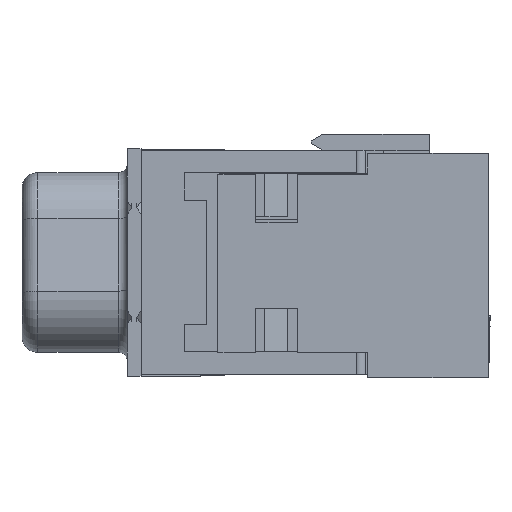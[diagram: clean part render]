
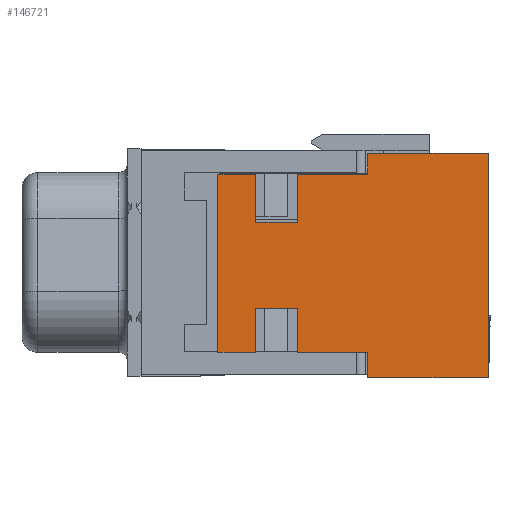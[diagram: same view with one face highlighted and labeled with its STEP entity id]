
A CAD part, left-side view. The second image highlights one B-rep face of the part: STEP entity #146721.
In plain terms, the highlighted planar face has unit normal (-1, 0, 0).
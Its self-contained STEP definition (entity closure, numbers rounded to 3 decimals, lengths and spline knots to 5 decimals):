
#11623=FACE_OUTER_BOUND('',#18828,.T.);
#18828=EDGE_LOOP('',(#119514,#119515,#119516,#119517,#119518,#119519,#119520,
#119521,#119522,#119523,#119524,#119525,#119526,#119527,#119528,#119529));
#22966=LINE('',#203653,#39653);
#33171=LINE('',#232000,#49858);
#33174=LINE('',#232007,#49861);
#33252=LINE('',#232337,#49939);
#33257=LINE('',#232348,#49944);
#33261=LINE('',#232356,#49948);
#33266=LINE('',#232366,#49953);
#33271=LINE('',#232375,#49958);
#33272=LINE('',#232377,#49959);
#33278=LINE('',#232389,#49965);
#33280=LINE('',#232392,#49967);
#33283=LINE('',#232397,#49970);
#33286=LINE('',#232402,#49973);
#33287=LINE('',#232405,#49974);
#33291=LINE('',#232412,#49978);
#33292=LINE('',#232413,#49979);
#39653=VECTOR('',#163958,0.3937);
#49858=VECTOR('',#189219,0.3937);
#49861=VECTOR('',#189224,0.3937);
#49939=VECTOR('',#189396,0.3937);
#49944=VECTOR('',#189405,0.3937);
#49948=VECTOR('',#189413,0.3937);
#49953=VECTOR('',#189424,0.3937);
#49958=VECTOR('',#189433,0.3937);
#49959=VECTOR('',#189436,0.3937);
#49965=VECTOR('',#189448,0.3937);
#49967=VECTOR('',#189452,0.3937);
#49970=VECTOR('',#189457,0.3937);
#49973=VECTOR('',#189462,0.3937);
#49974=VECTOR('',#189465,0.3937);
#49978=VECTOR('',#189471,0.3937);
#49979=VECTOR('',#189472,0.3937);
#55942=VERTEX_POINT('',#203650);
#55943=VERTEX_POINT('',#203652);
#63894=VERTEX_POINT('',#231998);
#63896=VERTEX_POINT('',#232004);
#63897=VERTEX_POINT('',#232006);
#63962=VERTEX_POINT('',#232335);
#63965=VERTEX_POINT('',#232345);
#63966=VERTEX_POINT('',#232347);
#63968=VERTEX_POINT('',#232355);
#63970=VERTEX_POINT('',#232365);
#63972=VERTEX_POINT('',#232373);
#63975=VERTEX_POINT('',#232388);
#63976=VERTEX_POINT('',#232395);
#63977=VERTEX_POINT('',#232400);
#63978=VERTEX_POINT('',#232404);
#63980=VERTEX_POINT('',#232411);
#69550=EDGE_CURVE('',#55943,#55942,#22966,.T.);
#83045=EDGE_CURVE('',#63894,#55942,#33171,.T.);
#83048=EDGE_CURVE('',#63897,#63896,#33174,.T.);
#83157=EDGE_CURVE('',#63894,#63962,#33252,.T.);
#83162=EDGE_CURVE('',#63966,#63965,#33257,.T.);
#83166=EDGE_CURVE('',#63968,#63966,#33261,.T.);
#83171=EDGE_CURVE('',#63970,#63968,#33266,.T.);
#83176=EDGE_CURVE('',#63965,#63972,#33271,.T.);
#83177=EDGE_CURVE('',#63972,#55943,#33272,.T.);
#83183=EDGE_CURVE('',#63975,#63897,#33278,.T.);
#83185=EDGE_CURVE('',#63962,#63975,#33280,.T.);
#83188=EDGE_CURVE('',#63896,#63976,#33283,.T.);
#83191=EDGE_CURVE('',#63976,#63977,#33286,.T.);
#83192=EDGE_CURVE('',#63978,#63970,#33287,.T.);
#83196=EDGE_CURVE('',#63980,#63977,#33291,.T.);
#83197=EDGE_CURVE('',#63980,#63978,#33292,.T.);
#119514=ORIENTED_EDGE('',*,*,#83171,.T.);
#119515=ORIENTED_EDGE('',*,*,#83166,.T.);
#119516=ORIENTED_EDGE('',*,*,#83162,.T.);
#119517=ORIENTED_EDGE('',*,*,#83176,.T.);
#119518=ORIENTED_EDGE('',*,*,#83177,.T.);
#119519=ORIENTED_EDGE('',*,*,#69550,.T.);
#119520=ORIENTED_EDGE('',*,*,#83045,.F.);
#119521=ORIENTED_EDGE('',*,*,#83157,.T.);
#119522=ORIENTED_EDGE('',*,*,#83185,.T.);
#119523=ORIENTED_EDGE('',*,*,#83183,.T.);
#119524=ORIENTED_EDGE('',*,*,#83048,.T.);
#119525=ORIENTED_EDGE('',*,*,#83188,.T.);
#119526=ORIENTED_EDGE('',*,*,#83191,.T.);
#119527=ORIENTED_EDGE('',*,*,#83196,.F.);
#119528=ORIENTED_EDGE('',*,*,#83197,.T.);
#119529=ORIENTED_EDGE('',*,*,#83192,.T.);
#133595=PLANE('',#157185);
#146721=ADVANCED_FACE('',(#11623),#133595,.T.);
#157185=AXIS2_PLACEMENT_3D('',#232410,#189469,#189470);
#163958=DIRECTION('',(0.,1.,0.));
#189219=DIRECTION('',(0.,0.,1.));
#189224=DIRECTION('',(0.,0.,-1.));
#189396=DIRECTION('',(0.,-1.,0.));
#189405=DIRECTION('',(0.,0.,-1.));
#189413=DIRECTION('',(0.,1.,0.));
#189424=DIRECTION('',(0.,0.,-1.));
#189433=DIRECTION('',(0.,1.,0.));
#189436=DIRECTION('',(0.,0.,1.));
#189448=DIRECTION('',(0.,-1.,0.));
#189452=DIRECTION('',(0.,0.,1.));
#189457=DIRECTION('',(0.,-1.,0.));
#189462=DIRECTION('',(0.,0.,-1.));
#189465=DIRECTION('',(0.,1.,0.));
#189469=DIRECTION('center_axis',(-1.,0.,0.));
#189470=DIRECTION('ref_axis',(0.,0.,
1.));
#189471=DIRECTION('',(0.,1.,0.));
#189472=DIRECTION('',(0.,0.,1.));
#203650=CARTESIAN_POINT('',(-1.11431,-0.55654,-0.3028));
#203652=CARTESIAN_POINT('',(-1.11431,-0.63995,-0.3028));
#203653=CARTESIAN_POINT('',(-1.11431,-0.85404,-0.3028));
#231998=CARTESIAN_POINT('',(-1.11431,-0.55654,-0.6948));
#232000=CARTESIAN_POINT('',(-1.11431,-0.55654,-0.25659));
#232004=CARTESIAN_POINT('',(-1.11431,-0.73195,-0.6948));
#232006=CARTESIAN_POINT('',(-1.11431,-0.73195,-0.59859));
#232007=CARTESIAN_POINT('',(-1.11431,-0.73195,-0.72269));
#232335=CARTESIAN_POINT('',(-1.11431,-0.63995,-0.6948));
#232337=CARTESIAN_POINT('',(-1.11431,-0.89574,-0.6948));
#232345=CARTESIAN_POINT('',(-1.11431,-0.73195,-0.40859));
#232347=CARTESIAN_POINT('',(-1.11431,-0.73195,-0.3028));
#232348=CARTESIAN_POINT('',(-1.11431,-0.73195,-0.57959));
#232355=CARTESIAN_POINT('',(-1.11431,-0.88654,-0.3028));
#232356=CARTESIAN_POINT('',(-1.11431,-0.94174,-0.3028));
#232365=CARTESIAN_POINT('',(-1.11431,-0.88654,-0.25659));
#232366=CARTESIAN_POINT('',(-1.11431,-0.88654,-0.52669));
#232373=CARTESIAN_POINT('',(-1.11431,-0.63995,-0.40859));
#232375=CARTESIAN_POINT('',(-1.11431,-0.89574,-0.40859));
#232377=CARTESIAN_POINT('',(-1.11431,-0.63995,-0.52669));
#232388=CARTESIAN_POINT('',(-1.11431,-0.63995,-0.59859));
#232389=CARTESIAN_POINT('',(-1.11431,-0.94174,-0.59859));
#232392=CARTESIAN_POINT('',(-1.11431,-0.63995,-0.67459));
#232395=CARTESIAN_POINT('',(-1.11431,-0.88654,-0.6948));
#232397=CARTESIAN_POINT('',(-1.11431,-1.01904,-0.6948));
#232400=CARTESIAN_POINT('',(-1.11431,-0.88654,-0.75059));
#232402=CARTESIAN_POINT('',(-1.11431,-0.88654,-0.75059));
#232404=CARTESIAN_POINT('',(-1.11431,-1.15154,-0.25659));
#232405=CARTESIAN_POINT('',(-1.11431,-1.15154,-0.25659));
#232410=CARTESIAN_POINT('Origin',(-1.11431,-1.15154,-0.75059));
#232411=CARTESIAN_POINT('',(-1.11431,-1.15154,-0.75059));
#232412=CARTESIAN_POINT('',(-1.11431,-1.15154,-0.75059));
#232413=CARTESIAN_POINT('',(-1.11431,-1.15154,-0.75059));
